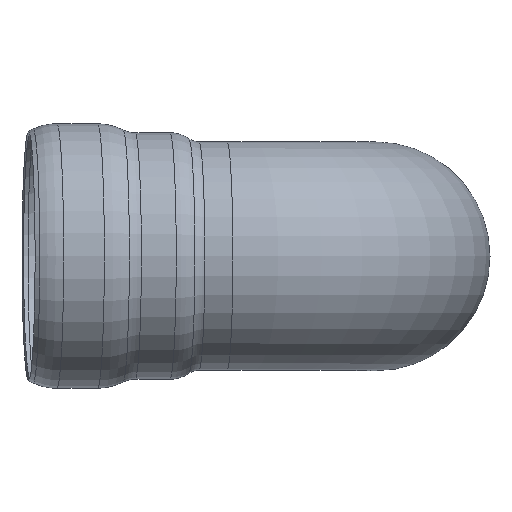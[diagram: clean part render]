
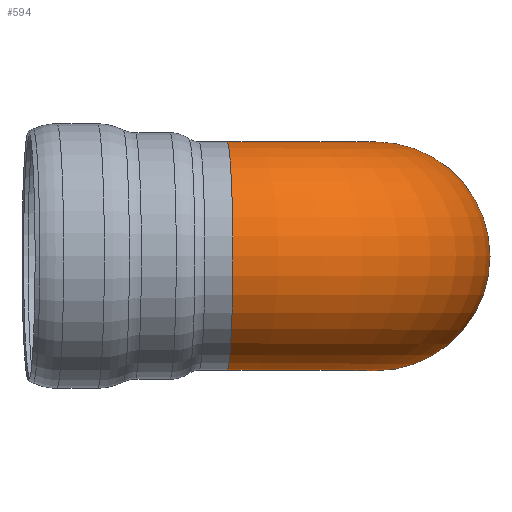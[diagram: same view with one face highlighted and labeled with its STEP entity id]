
A CAD part, top view. The second image highlights one B-rep face of the part: STEP entity #594.
In plain terms, the highlighted toroidal (fillet/blend) face has major radius 700 mm and minor radius 510 mm.
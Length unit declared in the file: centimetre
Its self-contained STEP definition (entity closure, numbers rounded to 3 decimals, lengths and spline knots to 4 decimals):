
#31=TOROIDAL_SURFACE('',#665,70.,51.);
#68=FACE_OUTER_BOUND('',#105,.T.);
#105=EDGE_LOOP('',(#467,#468,#469,#470,#471));
#194=CIRCLE('',#666,51.);
#195=CIRCLE('',#667,19.);
#196=CIRCLE('',#668,51.);
#197=CIRCLE('',#669,51.);
#263=VERTEX_POINT('',#1060);
#264=VERTEX_POINT('',#1062);
#265=VERTEX_POINT('',#1064);
#336=EDGE_CURVE('',#263,#263,#194,.T.);
#337=EDGE_CURVE('',#263,#264,#195,.T.);
#338=EDGE_CURVE('',#264,#265,#196,.T.);
#339=EDGE_CURVE('',#265,#264,#197,.T.);
#467=ORIENTED_EDGE('',*,*,#336,.F.);
#468=ORIENTED_EDGE('',*,*,#337,.T.);
#469=ORIENTED_EDGE('',*,*,#338,.T.);
#470=ORIENTED_EDGE('',*,*,#339,.T.);
#471=ORIENTED_EDGE('',*,*,#337,.F.);
#594=ADVANCED_FACE('',(#68),#31,.T.);
#665=AXIS2_PLACEMENT_3D('',#1059,#837,#838);
#666=AXIS2_PLACEMENT_3D('',#1061,#839,#840);
#667=AXIS2_PLACEMENT_3D('',#1063,#841,#842);
#668=AXIS2_PLACEMENT_3D('',#1065,#843,#844);
#669=AXIS2_PLACEMENT_3D('',#1066,#845,#846);
#837=DIRECTION('center_axis',(0.,1.,0.));
#838=DIRECTION('ref_axis',(-1.,0.,0.));
#839=DIRECTION('center_axis',(0.,0.,
-1.));
#840=DIRECTION('ref_axis',(-1.,0.,0.));
#841=DIRECTION('center_axis',(0.,-1.,0.));
#842=DIRECTION('ref_axis',(-1.,0.,0.));
#843=DIRECTION('center_axis',(0.999,0.,-0.052));
#844=DIRECTION('ref_axis',(-0.052,0.,-0.999));
#845=DIRECTION('center_axis',(0.999,0.,-0.052));
#846=DIRECTION('ref_axis',(-0.052,0.,-0.999));
#1059=CARTESIAN_POINT('Origin',(-70.,0.,
133.5725));
#1060=CARTESIAN_POINT('',(-51.,0.,133.5725));
#1061=CARTESIAN_POINT('Origin',(0.,0.,
133.5725));
#1062=CARTESIAN_POINT('',(-69.0056,0.,152.5464));
#1063=CARTESIAN_POINT('Origin',(-70.,0.,
133.5725));
#1064=CARTESIAN_POINT('',(-63.6673,0.,254.4067));
#1065=CARTESIAN_POINT('Origin',(-66.3365,0.,
203.4765));
#1066=CARTESIAN_POINT('Origin',(-66.3365,0.,
203.4765));
